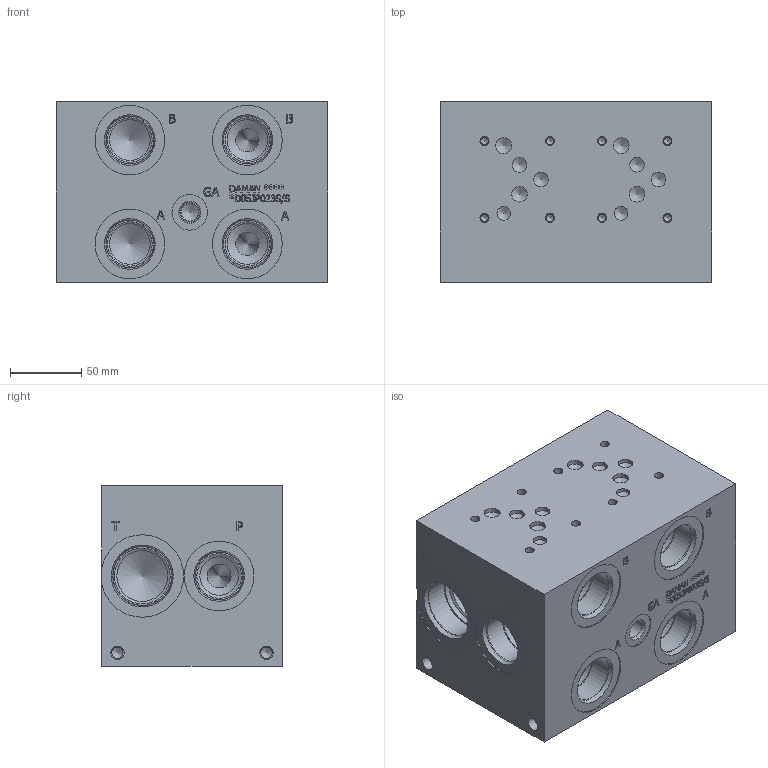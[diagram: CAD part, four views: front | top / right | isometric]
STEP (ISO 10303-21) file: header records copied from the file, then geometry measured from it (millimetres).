
FILE_DESCRIPTION(/* description */ (''),/* implementation_level */ '2;1');
FILE_NAME(/* name */ '_D05JP023S_S.stp',/* time_stamp */ '2022-10-18T11:02:40-04:00',/* author */ ('bobbyh'),/* organization */ (''),/* preprocessor_version */ 'ST-DEVELOPER v18',/* originating_system */ 'Autodesk Inventor 2020',/* authorisation */ '');
FILE_SCHEMA (('AUTOMOTIVE_DESIGN { 1 0 10303 214 3 1 1 }'));
Length unit declared in the file: millimetre
Products named in the file (1): Part_AD05JP023S_S_3D
Bounding box: 190.5 x 127 x 127 mm (x, y, z)
Volume: 2711559.6 mm3; surface area: 175943.7 mm2
Topology: 1 solids, 1 shells, 714 faces, 1945 edges, 1311 vertices
Faces by surface type: plane 373, bspline 186, cylinder 88, cone 67
Full cylindrical faces by diameter (mm): 5.105 x8, 6.35 x8, 7.925 x4, 9.525 x6, 10.312 x4, 11.125 x4, 12.294 x1, 12.9 x1, 14.275 x1, 14.529 x1, 25.019 x1, 25.4 x1, 27 x2, 28.575 x4, 31.267 x6, 31.75 x1, 33.34 x5, 33.35 x1, 33.757 x6, 34.112 x1, 35.509 x3, 35.712 x2, 35.992 x1, 36.525 x1, 39.218 x2, 39.675 x1, 41.275 x1, 41.28 x1, 41.758 x1, 43.51 x1
Entity records: 23938 total; most frequent: CARTESIAN_POINT 6357, ORIENTED_EDGE 3826, DIRECTION 2920, EDGE_CURVE 1913, VERTEX_POINT 1311, LINE 1220, VECTOR 1220, AXIS2_PLACEMENT_3D 850
